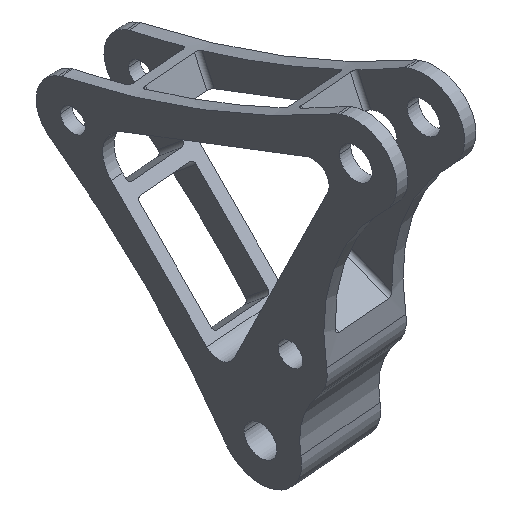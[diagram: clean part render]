
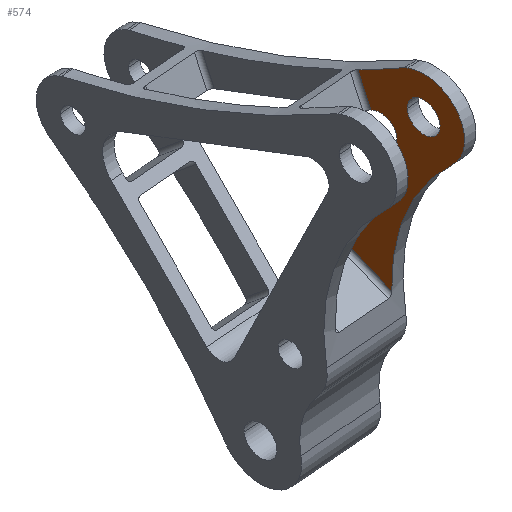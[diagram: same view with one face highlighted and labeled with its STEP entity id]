
A CAD part, isometric view. The second image highlights one B-rep face of the part: STEP entity #574.
In plain terms, the highlighted planar face has unit normal (-0.998, -0.041, -0.045).
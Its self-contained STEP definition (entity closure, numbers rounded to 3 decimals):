
#154=CARTESIAN_POINT('Vertex',(-594.794,232.253,446.207)) ;
#157=CARTESIAN_POINT('Axis2P3D Location',(-607.798,329.818,645.194)) ;
#161=CARTESIAN_POINT('Vertex',(-594.597,220.495,452.429)) ;
#486=CARTESIAN_POINT('Axis2P3D Location',(-562.992,-22.922,-25.553)) ;
#491=CARTESIAN_POINT('Line Origine',(-594.319,228.993,438.669)) ;
#495=CARTESIAN_POINT('Vertex',(-594.308,228.553,438.83)) ;
#497=CARTESIAN_POINT('Vertex',(-594.329,229.434,438.507)) ;
#500=CARTESIAN_POINT('Axis2P3D Location',(-594.082,227.18,435.08)) ;
#504=CARTESIAN_POINT('Vertex',(-593.855,223.611,433.288)) ;
#507=CARTESIAN_POINT('Line Origine',(-593.507,230.665,419.287)) ;
#511=CARTESIAN_POINT('Vertex',(-593.159,237.72,405.285)) ;
#514=CARTESIAN_POINT('Line Origine',(-592.787,231.865,402.345)) ;
#518=CARTESIAN_POINT('Vertex',(-592.415,226.01,399.404)) ;
#521=CARTESIAN_POINT('Axis2P3D Location',(-590.362,176.054,398.982)) ;
#525=CARTESIAN_POINT('Vertex',(-593.405,209.589,435.943)) ;
#528=CARTESIAN_POINT('Axis2P3D Location',(-594.014,216.296,443.335)) ;
#532=CARTESIAN_POINT('Vertex',(-594.579,219.729,452.711)) ;
#535=CARTESIAN_POINT('Line Origine',(-594.588,220.112,452.57)) ;
#540=CARTESIAN_POINT('Line Origine',(-594.562,230.843,442.357)) ;
#556=CARTESIAN_POINT('Axis2P3D Location',(-594.014,216.296,443.335)) ;
#560=CARTESIAN_POINT('Vertex',(-593.851,212.3,443.335)) ;
#562=CARTESIAN_POINT('Vertex',(-594.176,220.293,443.335)) ;
#565=CARTESIAN_POINT('Axis2P3D Location',(-594.014,216.296,443.335)) ;
#158=DIRECTION('Axis2P3D Direction',(0.998,0.041,0.045)) ;
#487=DIRECTION('Axis2P3D Direction',(-0.998,-0.041,-0.045)) ;
#488=DIRECTION('Axis2P3D XDirection',(0.041,-0.999,0.)) ;
#492=DIRECTION('Vector Direction',(-0.023,0.938,-0.345)) ;
#501=DIRECTION('Axis2P3D Direction',(-0.998,-0.041,-0.045)) ;
#508=DIRECTION('Vector Direction',(0.022,0.45,-0.893)) ;
#515=DIRECTION('Vector Direction',(0.057,-0.892,-0.448)) ;
#522=DIRECTION('Axis2P3D Direction',(-0.998,-0.041,-0.045)) ;
#529=DIRECTION('Axis2P3D Direction',(-0.998,-0.041,-0.045)) ;
#536=DIRECTION('Vector Direction',(-0.023,0.938,-0.345)) ;
#541=DIRECTION('Vector Direction',(-0.057,0.343,0.938)) ;
#557=DIRECTION('Axis2P3D Direction',(-0.998,-0.041,-0.045)) ;
#566=DIRECTION('Axis2P3D Direction',(-0.998,-0.041,-0.045)) ;
#159=AXIS2_PLACEMENT_3D('Circle Axis2P3D',#157,#158,$) ;
#489=AXIS2_PLACEMENT_3D('Plane Axis2P3D',#486,#487,#488) ;
#502=AXIS2_PLACEMENT_3D('Circle Axis2P3D',#500,#501,$) ;
#523=AXIS2_PLACEMENT_3D('Circle Axis2P3D',#521,#522,$) ;
#530=AXIS2_PLACEMENT_3D('Circle Axis2P3D',#528,#529,$) ;
#558=AXIS2_PLACEMENT_3D('Circle Axis2P3D',#556,#557,$) ;
#567=AXIS2_PLACEMENT_3D('Circle Axis2P3D',#565,#566,$) ;
#546=ORIENTED_EDGE('',*,*,#499,.F.) ;
#547=ORIENTED_EDGE('',*,*,#506,.F.) ;
#548=ORIENTED_EDGE('',*,*,#513,.T.) ;
#549=ORIENTED_EDGE('',*,*,#520,.T.) ;
#550=ORIENTED_EDGE('',*,*,#527,.F.) ;
#551=ORIENTED_EDGE('',*,*,#534,.T.) ;
#552=ORIENTED_EDGE('',*,*,#539,.T.) ;
#553=ORIENTED_EDGE('',*,*,#163,.F.) ;
#554=ORIENTED_EDGE('',*,*,#544,.T.) ;
#571=ORIENTED_EDGE('',*,*,#564,.F.) ;
#572=ORIENTED_EDGE('',*,*,#569,.F.) ;
#573=FACE_BOUND('',#570,.T.) ;
#493=VECTOR('Line Direction',#492,1.) ;
#509=VECTOR('Line Direction',#508,1.) ;
#516=VECTOR('Line Direction',#515,1.) ;
#537=VECTOR('Line Direction',#536,1.) ;
#542=VECTOR('Line Direction',#541,1.) ;
#574=ADVANCED_FACE('PartBody',(#555,#573),#490,.T.) ;
#160=CIRCLE('generated circle',#159,222.) ;
#503=CIRCLE('generated circle',#502,4.) ;
#524=CIRCLE('generated circle',#523,50.) ;
#531=CIRCLE('generated circle',#530,10.) ;
#559=CIRCLE('generated circle',#558,4.) ;
#568=CIRCLE('generated circle',#567,4.) ;
#163=EDGE_CURVE('',#155,#162,#160,.F.) ;
#499=EDGE_CURVE('',#496,#498,#494,.T.) ;
#506=EDGE_CURVE('',#505,#496,#503,.T.) ;
#513=EDGE_CURVE('',#505,#512,#510,.T.) ;
#520=EDGE_CURVE('',#512,#519,#517,.T.) ;
#527=EDGE_CURVE('',#526,#519,#524,.T.) ;
#534=EDGE_CURVE('',#526,#533,#531,.T.) ;
#539=EDGE_CURVE('',#533,#162,#538,.T.) ;
#544=EDGE_CURVE('',#155,#498,#543,.F.) ;
#564=EDGE_CURVE('',#561,#563,#559,.T.) ;
#569=EDGE_CURVE('',#563,#561,#568,.T.) ;
#545=EDGE_LOOP('',(#546,#547,#548,#549,#550,#551,#552,#553,#554)) ;
#570=EDGE_LOOP('',(#571,#572)) ;
#555=FACE_OUTER_BOUND('',#545,.T.) ;
#494=LINE('Line',#491,#493) ;
#510=LINE('Line',#507,#509) ;
#517=LINE('Line',#514,#516) ;
#538=LINE('Line',#535,#537) ;
#543=LINE('Line',#540,#542) ;
#490=PLANE('',#489) ;
#155=VERTEX_POINT('',#154) ;
#162=VERTEX_POINT('',#161) ;
#496=VERTEX_POINT('',#495) ;
#498=VERTEX_POINT('',#497) ;
#505=VERTEX_POINT('',#504) ;
#512=VERTEX_POINT('',#511) ;
#519=VERTEX_POINT('',#518) ;
#526=VERTEX_POINT('',#525) ;
#533=VERTEX_POINT('',#532) ;
#561=VERTEX_POINT('',#560) ;
#563=VERTEX_POINT('',#562) ;
